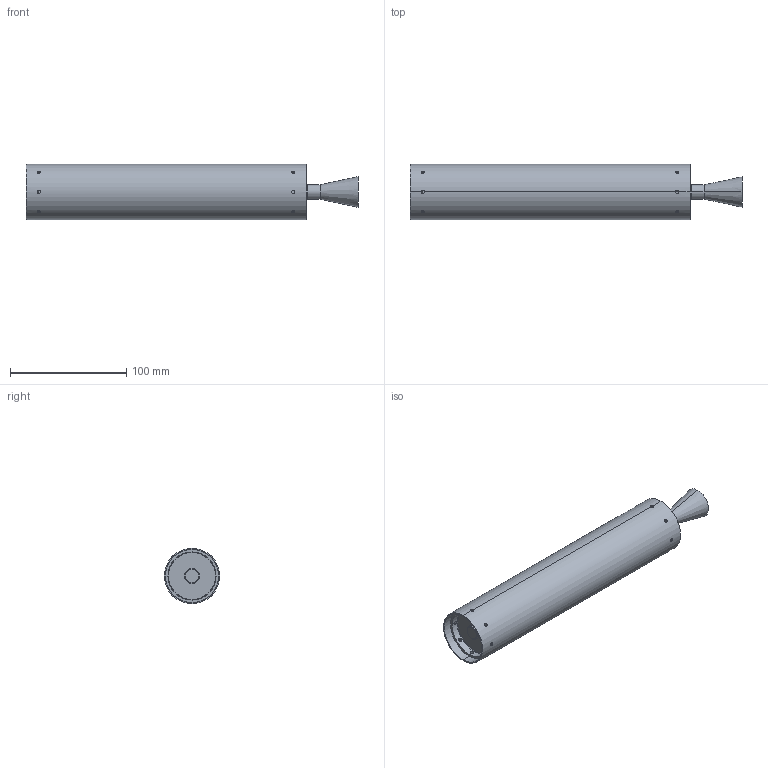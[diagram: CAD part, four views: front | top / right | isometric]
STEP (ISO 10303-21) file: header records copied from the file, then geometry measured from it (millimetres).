
FILE_DESCRIPTION (( 'STEP AP203' ), '1' );
FILE_NAME ('Epoch.STEP', '2020-12-31T15:31:21', ( '' ), ( '' ), 'SwSTEP 2.0', 'SolidWorks 2020', '' );
FILE_SCHEMA (( 'CONFIG_CONTROL_DESIGN' ));
Length unit declared in the file: millimetre
Products named in the file (4): Epoch Bulkhead_Valor predeterminado; Epoch; Epoch Casing_Valor predeterminado; Epoch Nozzle_Valor predeterminado
Assembly tree (3 placements, depth 2):
  Epoch
    Epoch Bulkhead_Valor predeterminado
    Epoch Casing_Valor predeterminado
    Epoch Nozzle_Valor predeterminado
Bounding box: 286.03 x 47.65 x 47.65 mm (x, y, z)
Volume: 59461.2 mm3; surface area: 90489.6 mm2
Topology: 3 solids, 3 shells, 133 faces, 376 edges, 242 vertices
Faces by surface type: cylinder 90, torus 18, plane 15, cone 10
Entity records: 7488 total; most frequent: CARTESIAN_POINT 3733, ORIENTED_EDGE 752, DIRECTION 594, EDGE_CURVE 376, VERTEX_POINT 242, AXIS2_PLACEMENT_3D 239, EDGE_LOOP 194, B_SPLINE_CURVE_WITH_KNOTS 160
